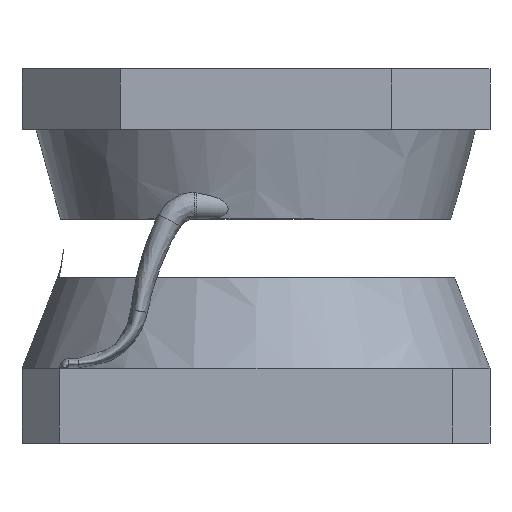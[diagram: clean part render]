
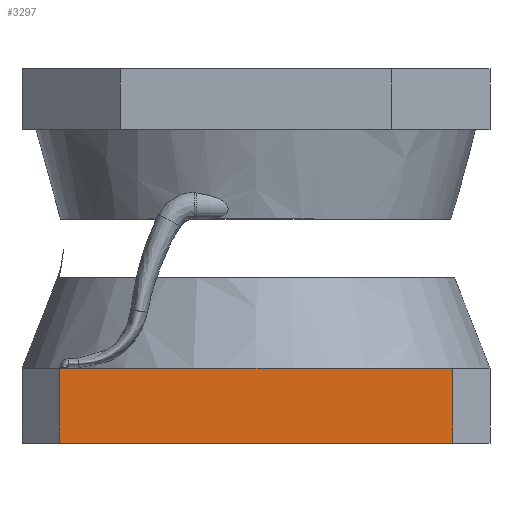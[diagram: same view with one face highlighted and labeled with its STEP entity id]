
A CAD part, left-side view. The second image highlights one B-rep face of the part: STEP entity #3297.
In plain terms, the highlighted face is planar.
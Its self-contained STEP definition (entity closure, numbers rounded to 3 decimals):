
#754=ORIENTED_EDGE('',*,*,#1100,.T.);
#755=ORIENTED_EDGE('',*,*,#1068,.T.);
#756=ORIENTED_EDGE('',*,*,#1107,.F.);
#757=ORIENTED_EDGE('',*,*,#1106,.F.);
#758=ORIENTED_EDGE('',*,*,#1085,.F.);
#1068=EDGE_CURVE('',#1306,#1307,#1544,.T.);
#1085=EDGE_CURVE('',#1320,#1321,#1561,.T.);
#1100=EDGE_CURVE('',#1320,#1306,#1576,.T.);
#1106=EDGE_CURVE('',#1321,#1280,#1582,.T.);
#1107=EDGE_CURVE('',#1280,#1307,#1583,.T.);
#1280=VERTEX_POINT('',#5555);
#1306=VERTEX_POINT('',#6112);
#1307=VERTEX_POINT('',#6114);
#1320=VERTEX_POINT('',#6149);
#1321=VERTEX_POINT('',#6151);
#1544=LINE('',#6115,#1800);
#1561=LINE('',#6150,#1817);
#1576=LINE('',#6177,#1832);
#1582=LINE('',#6187,#1838);
#1583=LINE('',#6189,#1839);
#1800=VECTOR('',#3804,1000.);
#1817=VECTOR('',#3831,1000.);
#1832=VECTOR('',#3856,1000.);
#1838=VECTOR('',#3866,1000.);
#1839=VECTOR('',#3869,1000.);
#1990=EDGE_LOOP('',(#754,#755,#756,#757,#758));
#2144=FACE_BOUND('',#1990,.T.);
#2245=PLANE('',#3409);
#3297=ADVANCED_FACE('',(#2144),#2245,.T.);
#3409=AXIS2_PLACEMENT_3D('',#6190,#3870,#3871);
#3804=DIRECTION('',(0.,0.,1.));
#3831=DIRECTION('',(0.,0.,1.));
#3856=DIRECTION('',(-1.,0.,0.));
#3866=DIRECTION('',(-1.,0.,0.));
#3869=DIRECTION('',(-1.,0.,0.));
#3870=DIRECTION('',(0.,1.,0.));
#3871=DIRECTION('',(-1.,0.,0.));
#5555=CARTESIAN_POINT('',(0.,2.5,-1.275));
#6112=CARTESIAN_POINT('',(-2.1,2.5,-2.075));
#6114=CARTESIAN_POINT('',(-2.1,2.5,-1.275));
#6115=CARTESIAN_POINT('',(-2.1,2.5,-2.075));
#6149=CARTESIAN_POINT('',(2.1,2.5,-2.075));
#6150=CARTESIAN_POINT('',(2.1,2.5,-2.075));
#6151=CARTESIAN_POINT('',(2.1,2.5,-1.275));
#6177=CARTESIAN_POINT('',(-2.1,2.5,-2.075));
#6187=CARTESIAN_POINT('',(-2.1,2.5,-1.275));
#6189=CARTESIAN_POINT('',(-2.1,2.5,-1.275));
#6190=CARTESIAN_POINT('',(-2.1,2.5,-2.075));
